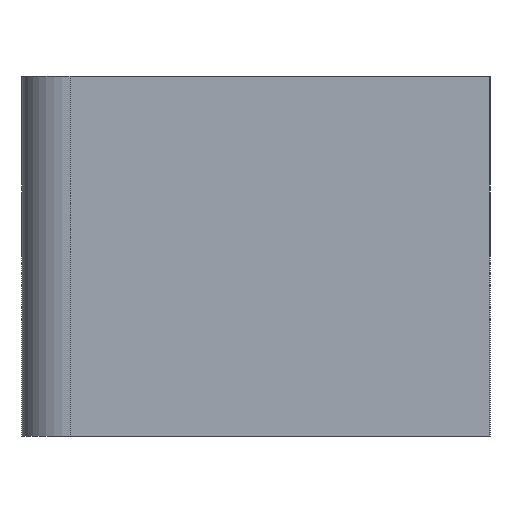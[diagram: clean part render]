
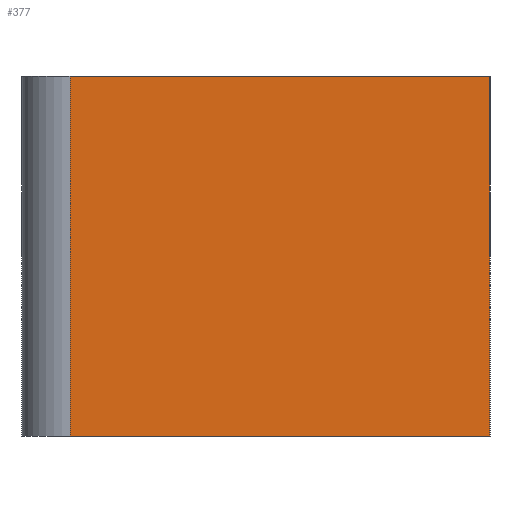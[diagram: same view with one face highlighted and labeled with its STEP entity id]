
A CAD part, left-side view. The second image highlights one B-rep face of the part: STEP entity #377.
In plain terms, the highlighted planar face has unit normal (-1, 0, 0).
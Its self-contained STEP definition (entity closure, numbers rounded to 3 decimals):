
#4 = CARTESIAN_POINT ( 'NONE',  ( 0., 0., 30. ) ) ;
#8 = CARTESIAN_POINT ( 'NONE',  ( 0., 0., 30. ) ) ;
#11 = PLANE ( 'NONE',  #337 ) ;
#21 = CARTESIAN_POINT ( 'NONE',  ( 0., 35., 30. ) ) ;
#37 = DIRECTION ( 'NONE',  ( 1., 0., 0. ) ) ;
#62 = CARTESIAN_POINT ( 'NONE',  ( 0., 0., 0. ) ) ;
#66 = VERTEX_POINT ( 'NONE', #433 ) ;
#82 = LINE ( 'NONE', #4, #317 ) ;
#100 = DIRECTION ( 'NONE',  ( 0., 0., -1. ) ) ;
#102 = CARTESIAN_POINT ( 'NONE',  ( 0., 0., 30. ) ) ;
#127 = ORIENTED_EDGE ( 'NONE', *, *, #153, .T. ) ;
#132 = ORIENTED_EDGE ( 'NONE', *, *, #196, .F. ) ;
#153 = EDGE_CURVE ( 'NONE', #219, #66, #308, .T. ) ;
#171 = DIRECTION ( 'NONE',  ( 0., -1., 0. ) ) ;
#172 = DIRECTION ( 'NONE',  ( 0., -1., 0. ) ) ;
#196 = EDGE_CURVE ( 'NONE', #309, #254, #82, .T. ) ;
#206 = LINE ( 'NONE', #407, #437 ) ;
#212 = EDGE_CURVE ( 'NONE', #219, #309, #206, .T. ) ;
#219 = VERTEX_POINT ( 'NONE', #404 ) ;
#224 = DIRECTION ( 'NONE',  ( 0., 0., -1. ) ) ;
#236 = ORIENTED_EDGE ( 'NONE', *, *, #212, .F. ) ;
#242 = DIRECTION ( 'NONE',  ( 0., 0., -1. ) ) ;
#246 = VECTOR ( 'NONE', #172, 1000. ) ;
#254 = VERTEX_POINT ( 'NONE', #62 ) ;
#255 = EDGE_LOOP ( 'NONE', ( #386, #132, #236, #127 ) ) ;
#308 = LINE ( 'NONE', #21, #362 ) ;
#309 = VERTEX_POINT ( 'NONE', #102 ) ;
#316 = FACE_OUTER_BOUND ( 'NONE', #255, .T. ) ;
#317 = VECTOR ( 'NONE', #100, 1000. ) ;
#337 = AXIS2_PLACEMENT_3D ( 'NONE', #8, #37, #242 ) ;
#356 = LINE ( 'NONE', #387, #246 ) ;
#362 = VECTOR ( 'NONE', #224, 1000. ) ;
#377 = ADVANCED_FACE ( 'NONE', ( #316 ), #11, .F. ) ;
#386 = ORIENTED_EDGE ( 'NONE', *, *, #425, .T. ) ;
#387 = CARTESIAN_POINT ( 'NONE',  ( 0., 0., 0. ) ) ;
#404 = CARTESIAN_POINT ( 'NONE',  ( 0., 35., 30. ) ) ;
#407 = CARTESIAN_POINT ( 'NONE',  ( 0., 0., 30. ) ) ;
#425 = EDGE_CURVE ( 'NONE', #66, #254, #356, .T. ) ;
#433 = CARTESIAN_POINT ( 'NONE',  ( 0., 35., 0. ) ) ;
#437 = VECTOR ( 'NONE', #171, 1000. ) ;
